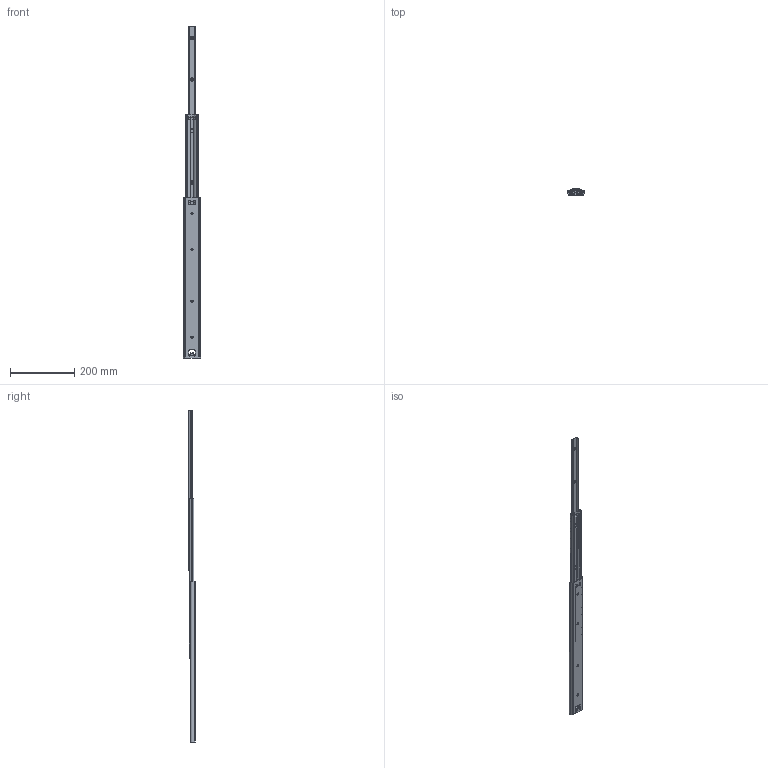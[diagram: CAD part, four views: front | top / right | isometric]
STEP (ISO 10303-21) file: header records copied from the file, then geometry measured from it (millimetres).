
FILE_DESCRIPTION (( 'STEP AP214' ), '1' );
FILE_NAME ('5302s-500.STEP', '2014-05-20T11:40:23', ( '' ), ( '' ), 'SwSTEP 2.0', 'SolidWorks 2013', '' );
FILE_SCHEMA (( 'AUTOMOTIVE_DESIGN' ));
Length unit declared in the file: millimetre
Products named in the file (10): 5302s-500-03; 5302s-500-05; 5302s-500-05-02; 5302s-500-05-01; 5302s-500-04; 5302s-500-04-02; 5302s-500-04-01; 5302s-500-02; 5302s-500-01; 5302s-500
Assembly tree (75 placements, depth 3):
  5302s-500
    5302s-500-01
    5302s-500-02
    5302s-500-04
      5302s-500-04-01
      5302s-500-04-02  x36
    5302s-500-05
      5302s-500-05-01
      5302s-500-05-02  x32
    5302s-500-03
Bounding box: 52.97 x 19 x 1032 mm (x, y, z)
Volume: 201356.2 mm3; surface area: 233166.2 mm2
Topology: 79 solids, 79 shells, 1026 faces, 3066 edges, 2084 vertices
Faces by surface type: plane 526, cylinder 356, sphere 136, cone 8
Full cylindrical faces by diameter (mm): 12 x4
Entity records: 33888 total; most frequent: CARTESIAN_POINT 6854, DIRECTION 5526, ORIENTED_EDGE 5508, EDGE_CURVE 2754, AXIS2_PLACEMENT_3D 1888, VERTEX_POINT 1884, VECTOR 1750, LINE 1750
